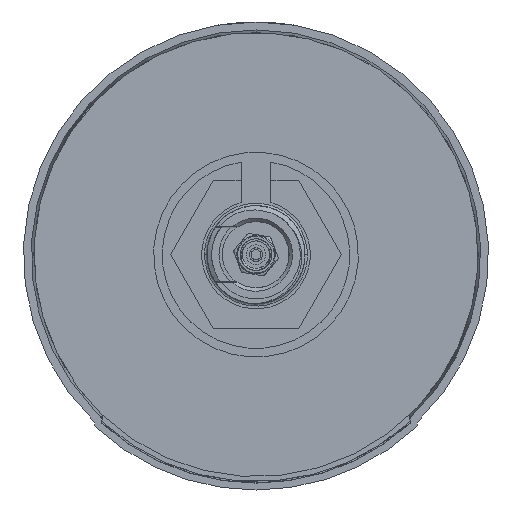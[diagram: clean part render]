
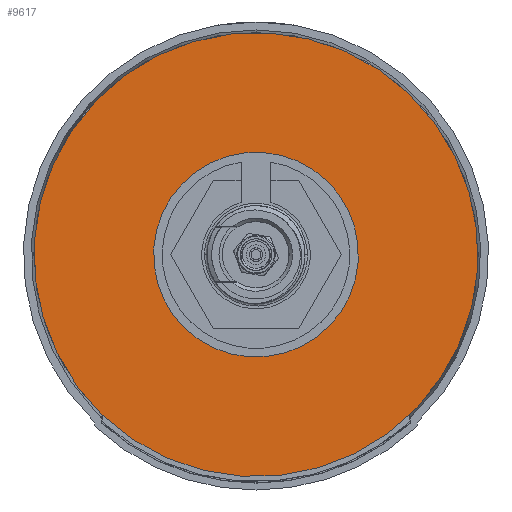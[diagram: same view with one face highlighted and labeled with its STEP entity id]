
A CAD part, front view. The second image highlights one B-rep face of the part: STEP entity #9617.
In plain terms, the highlighted planar face has unit normal (0, -1, 0).
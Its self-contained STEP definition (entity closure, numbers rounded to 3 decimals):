
#1328 = AXIS2_PLACEMENT_3D ( 'NONE', #18330, #18056, #22859 ) ;
#1411 = DIRECTION ( 'NONE',  ( -0.592, 0., 0.806 ) ) ;
#1883 = CARTESIAN_POINT ( 'NONE',  ( -26.626, -2., -163.722 ) ) ;
#2086 = DIRECTION ( 'NONE',  ( -0.592, 0., 0.806 ) ) ;
#2958 = DIRECTION ( 'NONE',  ( -0.592, 0., 0.806 ) ) ;
#3456 = EDGE_CURVE ( 'NONE', #18356, #26911, #10633, .T. ) ;
#3704 = ORIENTED_EDGE ( 'NONE', *, *, #22706, .F. ) ;
#6649 = CIRCLE ( 'NONE', #9663, 45. ) ;
#6910 = CARTESIAN_POINT ( 'NONE',  ( 26.626, -2., -236.278 ) ) ;
#7085 = CARTESIAN_POINT ( 'NONE',  ( -12.277, -2., -183.272 ) ) ;
#7323 = ORIENTED_EDGE ( 'NONE', *, *, #3456, .F. ) ;
#9617 = ADVANCED_FACE ( 'NONE', ( #24598, #22432 ), #22247, .F. ) ;
#9663 = AXIS2_PLACEMENT_3D ( 'NONE', #10119, #17211, #1411 ) ;
#9732 = ORIENTED_EDGE ( 'NONE', *, *, #17504, .T. ) ;
#10119 = CARTESIAN_POINT ( 'NONE',  ( 0., -2., -200. ) ) ;
#10633 = CIRCLE ( 'NONE', #25573, 45. ) ;
#10696 = ORIENTED_EDGE ( 'NONE', *, *, #12144, .T. ) ;
#12144 = EDGE_CURVE ( 'NONE', #22428, #28374, #25491, .T. ) ;
#13098 = EDGE_LOOP ( 'NONE', ( #7323, #3704 ) ) ;
#14091 = CIRCLE ( 'NONE', #1328, 20.75 ) ;
#16178 = CARTESIAN_POINT ( 'NONE',  ( 0., -2., -200. ) ) ;
#17211 = DIRECTION ( 'NONE',  ( 0., 1., 0. ) ) ;
#17448 = CARTESIAN_POINT ( 'NONE',  ( 0., -2., -200. ) ) ;
#17504 = EDGE_CURVE ( 'NONE', #28374, #22428, #14091, .T. ) ;
#18056 = DIRECTION ( 'NONE',  ( 0., 1., 0. ) ) ;
#18330 = CARTESIAN_POINT ( 'NONE',  ( 0., -2., -200. ) ) ;
#18356 = VERTEX_POINT ( 'NONE', #6910 ) ;
#20594 = DIRECTION ( 'NONE',  ( 0., 1., 0. ) ) ;
#21388 = CARTESIAN_POINT ( 'NONE',  ( 0., -2., -200. ) ) ;
#21954 = DIRECTION ( 'NONE',  ( -0.592, 0., 0.806 ) ) ;
#22247 = PLANE ( 'NONE',  #22986 ) ;
#22428 = VERTEX_POINT ( 'NONE', #28611 ) ;
#22432 = FACE_BOUND ( 'NONE', #26599, .T. ) ;
#22706 = EDGE_CURVE ( 'NONE', #26911, #18356, #6649, .T. ) ;
#22859 = DIRECTION ( 'NONE',  ( -0.592, 0., 0.806 ) ) ;
#22986 = AXIS2_PLACEMENT_3D ( 'NONE', #17448, #26764, #21954 ) ;
#23693 = DIRECTION ( 'NONE',  ( 0., 1., 0. ) ) ;
#24201 = AXIS2_PLACEMENT_3D ( 'NONE', #16178, #20594, #2086 ) ;
#24598 = FACE_OUTER_BOUND ( 'NONE', #13098, .T. ) ;
#25491 = CIRCLE ( 'NONE', #24201, 20.75 ) ;
#25573 = AXIS2_PLACEMENT_3D ( 'NONE', #21388, #23693, #2958 ) ;
#26599 = EDGE_LOOP ( 'NONE', ( #10696, #9732 ) ) ;
#26764 = DIRECTION ( 'NONE',  ( 0., 1., 0. ) ) ;
#26911 = VERTEX_POINT ( 'NONE', #1883 ) ;
#28374 = VERTEX_POINT ( 'NONE', #7085 ) ;
#28611 = CARTESIAN_POINT ( 'NONE',  ( 12.277, -2., -216.728 ) ) ;
